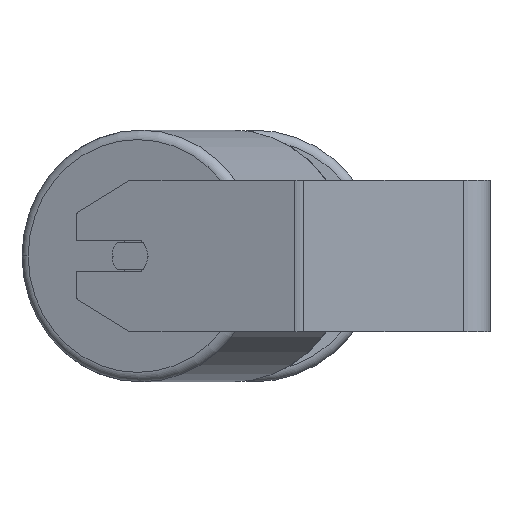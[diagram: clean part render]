
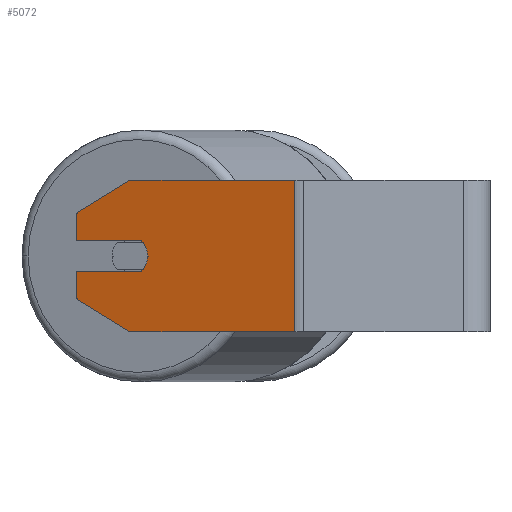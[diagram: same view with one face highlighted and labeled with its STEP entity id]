
A CAD part, left-side view. The second image highlights one B-rep face of the part: STEP entity #5072.
In plain terms, the highlighted planar face has unit normal (-0.94, 0.342, 0).
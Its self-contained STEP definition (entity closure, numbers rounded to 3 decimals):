
#32 = VERTEX_POINT ( 'NONE', #3233 ) ;
#39 = DIRECTION ( 'NONE',  ( -0.342, -0.94, 0. ) ) ;
#139 = LINE ( 'NONE', #2726, #2022 ) ;
#180 = CARTESIAN_POINT ( 'NONE',  ( -252.27, 218.351, 40. ) ) ;
#406 = LINE ( 'NONE', #6082, #1964 ) ;
#425 = DIRECTION ( 'NONE',  ( -0.296, -0.814, -0.5 ) ) ;
#536 = CARTESIAN_POINT ( 'NONE',  ( -294.156, 103.271, 40. ) ) ;
#864 = CARTESIAN_POINT ( 'NONE',  ( -262.531, 190.161, -40. ) ) ;
#1047 = EDGE_CURVE ( 'NONE', #1078, #3453, #4648, .T. ) ;
#1078 = VERTEX_POINT ( 'NONE', #7239 ) ;
#1223 = EDGE_CURVE ( 'NONE', #5931, #6720, #4140, .T. ) ;
#1241 = DIRECTION ( 'NONE',  ( -0.94, 0.342, 0. ) ) ;
#1394 = LINE ( 'NONE', #2691, #3127 ) ;
#1462 = EDGE_CURVE ( 'NONE', #6371, #32, #8381, .T. ) ;
#1520 = DIRECTION ( 'NONE',  ( -0.342, -0.94, 0. ) ) ;
#1806 = ORIENTED_EDGE ( 'NONE', *, *, #1047, .T. ) ;
#1885 = CARTESIAN_POINT ( 'NONE',  ( -264.583, 184.523, -8. ) ) ;
#1964 = VECTOR ( 'NONE', #1520, 1000. ) ;
#2010 = AXIS2_PLACEMENT_3D ( 'NONE', #7815, #3411, #7232 ) ;
#2022 = VECTOR ( 'NONE', #5357, 1000. ) ;
#2031 = CARTESIAN_POINT ( 'NONE',  ( -252.27, 218.351, -40. ) ) ;
#2083 = EDGE_CURVE ( 'NONE', #5066, #7392, #406, .T. ) ;
#2088 = EDGE_CURVE ( 'NONE', #3428, #32, #4213, .T. ) ;
#2104 = VECTOR ( 'NONE', #4115, 1000. ) ;
#2208 = EDGE_CURVE ( 'NONE', #4209, #6806, #4958, .T. ) ;
#2571 = DIRECTION ( 'NONE',  ( 0.342, 0.94, 0. ) ) ;
#2585 = CARTESIAN_POINT ( 'NONE',  ( -262.531, 190.161, 0. ) ) ;
#2597 = FACE_OUTER_BOUND ( 'NONE', #6822, .T. ) ;
#2687 = EDGE_CURVE ( 'NONE', #6806, #6371, #6321, .T. ) ;
#2691 = CARTESIAN_POINT ( 'NONE',  ( -252.27, 218.351, 22.679 ) ) ;
#2726 = CARTESIAN_POINT ( 'NONE',  ( -294.156, 103.271, 40. ) ) ;
#2921 = VECTOR ( 'NONE', #3616, 1000. ) ;
#3011 = LINE ( 'NONE', #4411, #3140 ) ;
#3069 = AXIS2_PLACEMENT_3D ( 'NONE', #3866, #8318, #4344 ) ;
#3122 = ORIENTED_EDGE ( 'NONE', *, *, #1462, .F. ) ;
#3127 = VECTOR ( 'NONE', #5329, 1000. ) ;
#3140 = VECTOR ( 'NONE', #425, 1000. ) ;
#3174 = CARTESIAN_POINT ( 'NONE',  ( -264.583, 184.523, 8. ) ) ;
#3233 = CARTESIAN_POINT ( 'NONE',  ( -252.27, 218.351, 8. ) ) ;
#3287 = CARTESIAN_POINT ( 'NONE',  ( -262.531, 190.161, 40. ) ) ;
#3411 = DIRECTION ( 'NONE',  ( 0.94, -0.342, 0. ) ) ;
#3414 = CARTESIAN_POINT ( 'NONE',  ( -252.27, 218.351, 22.679 ) ) ;
#3428 = VERTEX_POINT ( 'NONE', #3414 ) ;
#3443 = CARTESIAN_POINT ( 'NONE',  ( -264.583, 184.523, 8. ) ) ;
#3453 = VERTEX_POINT ( 'NONE', #5958 ) ;
#3555 = CARTESIAN_POINT ( 'NONE',  ( -264.583, 184.523, -8. ) ) ;
#3616 = DIRECTION ( 'NONE',  ( 0., 0., -1. ) ) ;
#3866 = CARTESIAN_POINT ( 'NONE',  ( -262.531, 190.161, 0. ) ) ;
#3924 = ORIENTED_EDGE ( 'NONE', *, *, #6385, .F. ) ;
#3969 = ORIENTED_EDGE ( 'NONE', *, *, #4058, .F. ) ;
#4058 = EDGE_CURVE ( 'NONE', #1078, #4209, #4190, .T. ) ;
#4115 = DIRECTION ( 'NONE',  ( 0., 0., -1. ) ) ;
#4140 = LINE ( 'NONE', #2031, #7953 ) ;
#4156 = ORIENTED_EDGE ( 'NONE', *, *, #1223, .T. ) ;
#4190 = LINE ( 'NONE', #3555, #6339 ) ;
#4196 = ORIENTED_EDGE ( 'NONE', *, *, #7026, .T. ) ;
#4209 = VERTEX_POINT ( 'NONE', #1885 ) ;
#4213 = LINE ( 'NONE', #8029, #2921 ) ;
#4344 = DIRECTION ( 'NONE',  ( -0.342, -0.94, 0. ) ) ;
#4411 = CARTESIAN_POINT ( 'NONE',  ( -262.531, 190.161, -40. ) ) ;
#4436 = VECTOR ( 'NONE', #2571, 1000. ) ;
#4648 = LINE ( 'NONE', #180, #2104 ) ;
#4706 = CARTESIAN_POINT ( 'NONE',  ( -294.156, 103.271, -40. ) ) ;
#4827 = AXIS2_PLACEMENT_3D ( 'NONE', #2585, #1241, #39 ) ;
#4958 = CIRCLE ( 'NONE', #3069, 10. ) ;
#5066 = VERTEX_POINT ( 'NONE', #3287 ) ;
#5072 = ADVANCED_FACE ( 'NONE', ( #2597 ), #7937, .F. ) ;
#5329 = DIRECTION ( 'NONE',  ( 0.296, 0.814, -0.5 ) ) ;
#5357 = DIRECTION ( 'NONE',  ( 0., 0., -1. ) ) ;
#5517 = DIRECTION ( 'NONE',  ( -0.342, -0.94, 0. ) ) ;
#5870 = ORIENTED_EDGE ( 'NONE', *, *, #2208, .F. ) ;
#5906 = EDGE_CURVE ( 'NONE', #5066, #3428, #1394, .T. ) ;
#5931 = VERTEX_POINT ( 'NONE', #864 ) ;
#5958 = CARTESIAN_POINT ( 'NONE',  ( -252.27, 218.351, -22.679 ) ) ;
#6082 = CARTESIAN_POINT ( 'NONE',  ( -252.27, 218.351, 40. ) ) ;
#6321 = CIRCLE ( 'NONE', #4827, 10. ) ;
#6339 = VECTOR ( 'NONE', #5517, 1000. ) ;
#6371 = VERTEX_POINT ( 'NONE', #3443 ) ;
#6385 = EDGE_CURVE ( 'NONE', #7392, #6720, #139, .T. ) ;
#6441 = ORIENTED_EDGE ( 'NONE', *, *, #2083, .F. ) ;
#6692 = DIRECTION ( 'NONE',  ( -0.342, -0.94, 0. ) ) ;
#6720 = VERTEX_POINT ( 'NONE', #4706 ) ;
#6806 = VERTEX_POINT ( 'NONE', #7179 ) ;
#6822 = EDGE_LOOP ( 'NONE', ( #5870, #3969, #1806, #4196, #4156, #3924, #6441, #7530, #6887, #3122, #7246 ) ) ;
#6887 = ORIENTED_EDGE ( 'NONE', *, *, #2088, .T. ) ;
#7026 = EDGE_CURVE ( 'NONE', #3453, #5931, #3011, .T. ) ;
#7179 = CARTESIAN_POINT ( 'NONE',  ( -265.951, 180.764, 0. ) ) ;
#7232 = DIRECTION ( 'NONE',  ( 0.342, 0.94, 0. ) ) ;
#7239 = CARTESIAN_POINT ( 'NONE',  ( -252.27, 218.351, -8. ) ) ;
#7246 = ORIENTED_EDGE ( 'NONE', *, *, #2687, .F. ) ;
#7392 = VERTEX_POINT ( 'NONE', #536 ) ;
#7530 = ORIENTED_EDGE ( 'NONE', *, *, #5906, .T. ) ;
#7815 = CARTESIAN_POINT ( 'NONE',  ( -252.27, 218.351, 40. ) ) ;
#7937 = PLANE ( 'NONE',  #2010 ) ;
#7953 = VECTOR ( 'NONE', #6692, 1000. ) ;
#8029 = CARTESIAN_POINT ( 'NONE',  ( -252.27, 218.351, 40. ) ) ;
#8318 = DIRECTION ( 'NONE',  ( -0.94, 0.342, 0. ) ) ;
#8381 = LINE ( 'NONE', #3174, #4436 ) ;
